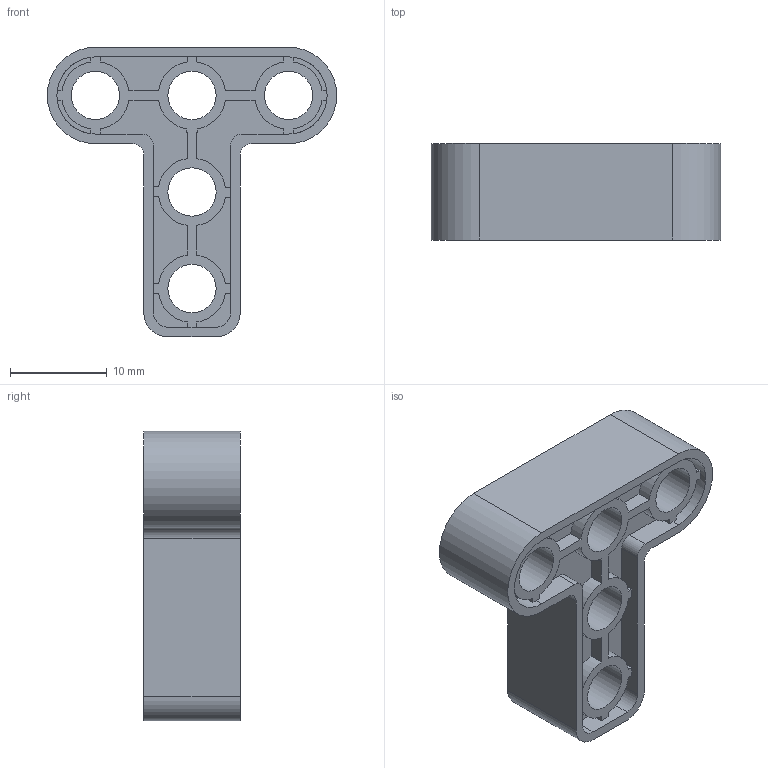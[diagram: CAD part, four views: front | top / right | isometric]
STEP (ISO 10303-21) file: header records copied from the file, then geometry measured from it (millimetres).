
FILE_DESCRIPTION(/* description */ ('Unknown'),/* implementation_level */ '2;1');
FILE_NAME(/* name */ 'Bent Beams 5-T',/* time_stamp */ '2018-09-06T14:45:59+02:00',/* author */ ('Unknown'),/* organization */ ('Unknown'),/* preprocessor_version */ 'ST-DEVELOPER v16.7',/* originating_system */ 'DEX',/* authorisation */ $);
FILE_SCHEMA (('AUTOMOTIVE_DESIGN {1 0 10303 214 3 1 1}'));
Length unit declared in the file: millimetre
Products named in the file (1): Bent Beams 5-T
Bounding box: 30 x 10 x 30 mm (x, y, z)
Volume: 2870.2 mm3; surface area: 3317.8 mm2
Topology: 1 solids, 1 shells, 181 faces, 531 edges, 354 vertices
Faces by surface type: plane 118, cylinder 63
Full cylindrical faces by diameter (mm): 5 x5
Entity records: 6052 total; most frequent: CARTESIAN_POINT 1062, ORIENTED_EDGE 1052, DIRECTION 1032, EDGE_CURVE 526, LINE 384, VECTOR 384, VERTEX_POINT 354, AXIS2_PLACEMENT_3D 324
